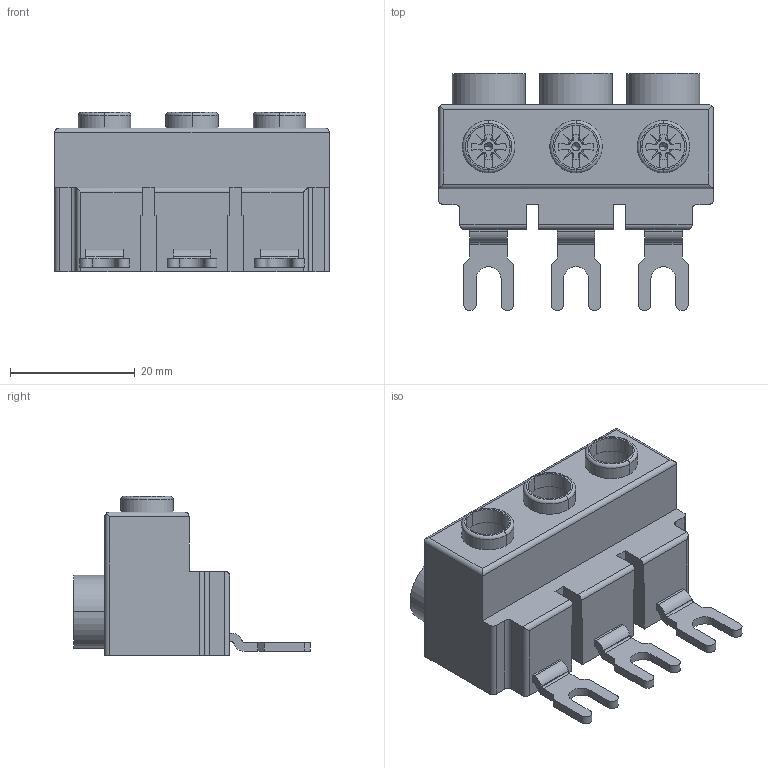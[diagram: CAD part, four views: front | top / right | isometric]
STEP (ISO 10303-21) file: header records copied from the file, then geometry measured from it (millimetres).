
FILE_DESCRIPTION(('FreeCAD Model'),'2;1');
FILE_NAME('3D-KT5-32-A3N.step','2020-05-04T10:10:24' ,('Author'),(''),'Open CASCADE STEP processor 7.2','FreeCAD','Unknown' );
FILE_SCHEMA(('AUTOMOTIVE_DESIGN { 1 0 10303 214 1 1 1 1 }'));
Length unit declared in the file: millimetre
Products named in the file (8): 10004762863_ASM; 10004762860; 10004762861; SOLID002; SHELL002; 10004762861001; 10004762861002; 10004762862002
Assembly tree (13 placements, depth 3):
  10004762863_ASM
    10004762860
    10004762861
      SOLID002
      SHELL002
    10004762861001
      SOLID002
      SHELL002
    10004762861002
      SOLID002
      SHELL002
    10004762862002  x3
Bounding box: 44 x 37.96 x 25.5 mm (x, y, z)
Volume: 15656.4 mm3; surface area: 9687.6 mm2
Topology: 7 solids, 10 shells, 451 faces, 1181 edges, 774 vertices
Faces by surface type: plane 238, cylinder 153, cone 42, torus 18
Entity records: 17097 total; most frequent: CARTESIAN_POINT 5347, DIRECTION 2184, LINE 1221, VECTOR 1221, ORIENTED_EDGE 1152, PCURVE 1152, DEFINITIONAL_REPRESENTATION 1152, EDGE_CURVE 577
